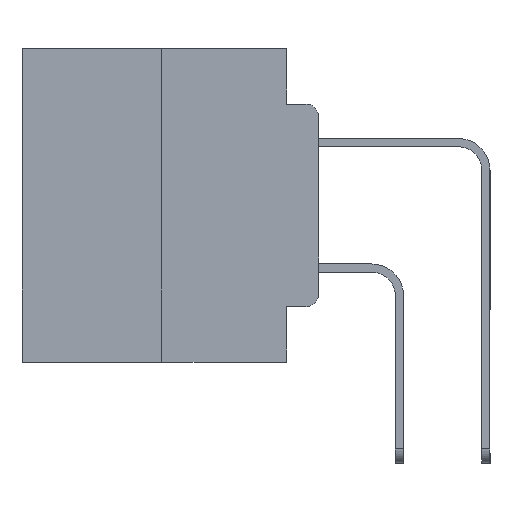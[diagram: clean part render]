
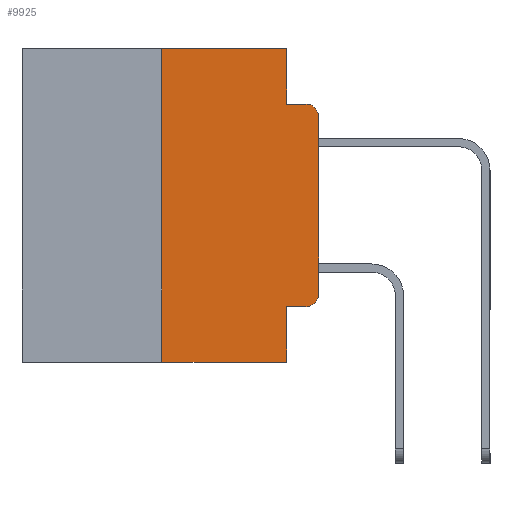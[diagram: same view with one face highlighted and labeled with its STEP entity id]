
A CAD part, left-side view. The second image highlights one B-rep face of the part: STEP entity #9925.
In plain terms, the highlighted planar face has unit normal (-1, 0, 0).
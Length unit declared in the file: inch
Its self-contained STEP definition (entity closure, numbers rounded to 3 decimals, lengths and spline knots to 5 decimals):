
#464 = VECTOR ( 'NONE', #18786, 39.37008 ) ;
#752 = LINE ( 'NONE', #21041, #19401 ) ;
#1107 = DIRECTION ( 'NONE',  ( 0., 0., -1. ) ) ;
#1330 = LINE ( 'NONE', #4165, #6779 ) ;
#1554 = CARTESIAN_POINT ( 'NONE',  ( 0., 0., -0.3915 ) ) ;
#1607 = VERTEX_POINT ( 'NONE', #24299 ) ;
#1706 = FACE_OUTER_BOUND ( 'NONE', #3073, .T. ) ;
#2213 = LINE ( 'NONE', #25242, #19406 ) ;
#3073 = EDGE_LOOP ( 'NONE', ( #5049, #6215, #9354, #10774, #10496, #27006, #16208, #15490, #24844, #20402 ) ) ;
#3235 = CARTESIAN_POINT ( 'NONE',  ( 0., 0.02, -0.0885 ) ) ;
#3361 = DIRECTION ( 'NONE',  ( 0., 0., -1. ) ) ;
#4165 = CARTESIAN_POINT ( 'NONE',  ( 0., 0.051, -0.4115 ) ) ;
#4257 = CARTESIAN_POINT ( 'NONE',  ( 0., 0., -0.1085 ) ) ;
#4510 = EDGE_CURVE ( 'NONE', #10396, #16537, #752, .T. ) ;
#4722 = VECTOR ( 'NONE', #5026, 39.37008 ) ;
#4725 = VERTEX_POINT ( 'NONE', #17941 ) ;
#5026 = DIRECTION ( 'NONE',  ( 0., -1., 0. ) ) ;
#5049 = ORIENTED_EDGE ( 'NONE', *, *, #16523, .T. ) ;
#5234 = VERTEX_POINT ( 'NONE', #6419 ) ;
#5394 = VECTOR ( 'NONE', #11052, 39.37008 ) ;
#5406 = LINE ( 'NONE', #26981, #4722 ) ;
#5491 = EDGE_CURVE ( 'NONE', #5234, #10396, #5406, .T. ) ;
#6215 = ORIENTED_EDGE ( 'NONE', *, *, #10609, .T. ) ;
#6419 = CARTESIAN_POINT ( 'NONE',  ( 0., 0.25, 0. ) ) ;
#6631 = LINE ( 'NONE', #25214, #464 ) ;
#6779 = VECTOR ( 'NONE', #8853, 39.37008 ) ;
#7471 = CIRCLE ( 'NONE', #24140, 0.02 ) ;
#7585 = EDGE_CURVE ( 'NONE', #16537, #10996, #21765, .T. ) ;
#8702 = DIRECTION ( 'NONE',  ( 0., -1., 0. ) ) ;
#8853 = DIRECTION ( 'NONE',  ( 0., -1., 0. ) ) ;
#9121 = VERTEX_POINT ( 'NONE', #11799 ) ;
#9354 = ORIENTED_EDGE ( 'NONE', *, *, #7585, .F. ) ;
#9925 = ADVANCED_FACE ( 'NONE', ( #1706 ), #12424, .F. ) ;
#10122 = VECTOR ( 'NONE', #26736, 39.37008 ) ;
#10396 = VERTEX_POINT ( 'NONE', #16528 ) ;
#10496 = ORIENTED_EDGE ( 'NONE', *, *, #5491, .F. ) ;
#10609 = EDGE_CURVE ( 'NONE', #22712, #10996, #7471, .T. ) ;
#10774 = ORIENTED_EDGE ( 'NONE', *, *, #4510, .F. ) ;
#10839 = LINE ( 'NONE', #13749, #10122 ) ;
#10841 = VECTOR ( 'NONE', #8702, 39.37008 ) ;
#10948 = DIRECTION ( 'NONE',  ( -1., 0., 0. ) ) ;
#10996 = VERTEX_POINT ( 'NONE', #3235 ) ;
#11052 = DIRECTION ( 'NONE',  ( 0., 0., 1. ) ) ;
#11799 = CARTESIAN_POINT ( 'NONE',  ( 0., 0.25, -0.5 ) ) ;
#12367 = DIRECTION ( 'NONE',  ( 0., 0., -1. ) ) ;
#12424 = PLANE ( 'NONE',  #25222 ) ;
#13749 = CARTESIAN_POINT ( 'NONE',  ( 0., 0.25, 0. ) ) ;
#14153 = EDGE_CURVE ( 'NONE', #1607, #25735, #16413, .T. ) ;
#14724 = DIRECTION ( 'NONE',  ( -1., 0., 0. ) ) ;
#15490 = ORIENTED_EDGE ( 'NONE', *, *, #24311, .F. ) ;
#16208 = ORIENTED_EDGE ( 'NONE', *, *, #19272, .T. ) ;
#16413 = CIRCLE ( 'NONE', #20587, 0.02 ) ;
#16523 = EDGE_CURVE ( 'NONE', #25735, #22712, #28841, .T. ) ;
#16528 = CARTESIAN_POINT ( 'NONE',  ( 0., 0.051, 0. ) ) ;
#16537 = VERTEX_POINT ( 'NONE', #22029 ) ;
#16664 = CARTESIAN_POINT ( 'NONE',  ( 0., 0.051, -0.4115 ) ) ;
#16826 = DIRECTION ( 'NONE',  ( 1., 0., 0. ) ) ;
#17941 = CARTESIAN_POINT ( 'NONE',  ( 0., 0.051, -0.5 ) ) ;
#18786 = DIRECTION ( 'NONE',  ( 0., 0., -1. ) ) ;
#19272 = EDGE_CURVE ( 'NONE', #9121, #4725, #2213, .T. ) ;
#19401 = VECTOR ( 'NONE', #12367, 39.37008 ) ;
#19406 = VECTOR ( 'NONE', #27414, 39.37008 ) ;
#20402 = ORIENTED_EDGE ( 'NONE', *, *, #14153, .T. ) ;
#20495 = VERTEX_POINT ( 'NONE', #16664 ) ;
#20587 = AXIS2_PLACEMENT_3D ( 'NONE', #27700, #14724, #1107 ) ;
#21041 = CARTESIAN_POINT ( 'NONE',  ( 0., 0.051, 0. ) ) ;
#21091 = CARTESIAN_POINT ( 'NONE',  ( 0., 0.473, 0. ) ) ;
#21413 = EDGE_CURVE ( 'NONE', #20495, #1607, #1330, .T. ) ;
#21765 = LINE ( 'NONE', #28499, #10841 ) ;
#21930 = CARTESIAN_POINT ( 'NONE',  ( 0., 0., 0. ) ) ;
#22029 = CARTESIAN_POINT ( 'NONE',  ( 0., 0.051, -0.0885 ) ) ;
#22712 = VERTEX_POINT ( 'NONE', #4257 ) ;
#24000 = CARTESIAN_POINT ( 'NONE',  ( 0., 0.02, -0.1085 ) ) ;
#24140 = AXIS2_PLACEMENT_3D ( 'NONE', #24000, #10948, #26187 ) ;
#24299 = CARTESIAN_POINT ( 'NONE',  ( 0., 0.02, -0.4115 ) ) ;
#24311 = EDGE_CURVE ( 'NONE', #20495, #4725, #6631, .T. ) ;
#24844 = ORIENTED_EDGE ( 'NONE', *, *, #21413, .T. ) ;
#25214 = CARTESIAN_POINT ( 'NONE',  ( 0., 0.051, 0. ) ) ;
#25222 = AXIS2_PLACEMENT_3D ( 'NONE', #21091, #16826, #3361 ) ;
#25242 = CARTESIAN_POINT ( 'NONE',  ( 0., 0.473, -0.5 ) ) ;
#25735 = VERTEX_POINT ( 'NONE', #1554 ) ;
#26187 = DIRECTION ( 'NONE',  ( 0., 0., -1. ) ) ;
#26736 = DIRECTION ( 'NONE',  ( 0., 0., 1. ) ) ;
#26981 = CARTESIAN_POINT ( 'NONE',  ( 0., 0.473, 0. ) ) ;
#27006 = ORIENTED_EDGE ( 'NONE', *, *, #27215, .F. ) ;
#27215 = EDGE_CURVE ( 'NONE', #9121, #5234, #10839, .T. ) ;
#27414 = DIRECTION ( 'NONE',  ( 0., -1., 0. ) ) ;
#27700 = CARTESIAN_POINT ( 'NONE',  ( 0., 0.02, -0.3915 ) ) ;
#28499 = CARTESIAN_POINT ( 'NONE',  ( 0., 0.051, -0.0885 ) ) ;
#28841 = LINE ( 'NONE', #21930, #5394 ) ;
